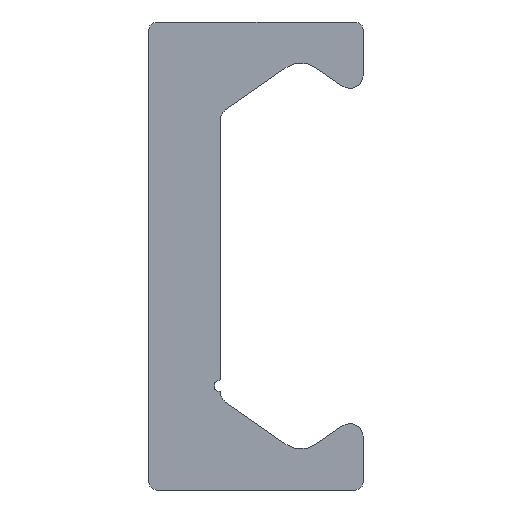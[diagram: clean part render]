
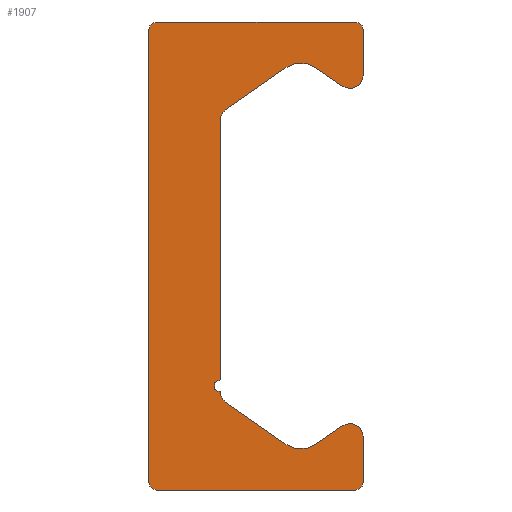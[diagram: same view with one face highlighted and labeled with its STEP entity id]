
A CAD part, left-side view. The second image highlights one B-rep face of the part: STEP entity #1907.
In plain terms, the highlighted planar face has unit normal (-1, 0, 0).
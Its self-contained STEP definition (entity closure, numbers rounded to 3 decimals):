
#967=CARTESIAN_POINT('',(0.0,1.375,5.214));
#968=VERTEX_POINT('',#967);
#975=CARTESIAN_POINT('',(0.0,1.375,-4.75));
#976=VERTEX_POINT('',#975);
#977=CARTESIAN_POINT('',(0.0,1.375,5.214));
#978=DIRECTION('',(0.0,0.0,-1.0));
#979=VECTOR('',#978,9.964);
#980=LINE('',#977,#979);
#981=EDGE_CURVE('',#968,#976,#980,.T.);
#1174=CARTESIAN_POINT('',(0.0,3.825,-9.));
#1175=VERTEX_POINT('',#1174);
#1182=CARTESIAN_POINT('',(0.0,4.125,-8.7));
#1183=VERTEX_POINT('',#1182);
#1184=CARTESIAN_POINT('',(0.0,3.825,-8.7));
#1185=DIRECTION('',(1.0,0.0,0.0));
#1186=DIRECTION('',(0.0,0.0,-1.0));
#1187=AXIS2_PLACEMENT_3D('',#1184,#1185,#1186);
#1188=CIRCLE('',#1187,0.3);
#1189=EDGE_CURVE('',#1175,#1183,#1188,.T.);
#1213=CARTESIAN_POINT('',(0.0,-3.825,-9.));
#1214=VERTEX_POINT('',#1213);
#1221=CARTESIAN_POINT('',(0.0,-3.825,-9.));
#1222=DIRECTION('',(0.0,1.0,0.0));
#1223=VECTOR('',#1222,7.65);
#1224=LINE('',#1221,#1223);
#1225=EDGE_CURVE('',#1214,#1175,#1224,.T.);
#1245=CARTESIAN_POINT('',(0.0,-4.125,-8.7));
#1246=VERTEX_POINT('',#1245);
#1253=CARTESIAN_POINT('',(0.0,-3.825,-8.7));
#1254=DIRECTION('',(1.0,0.0,0.0));
#1255=DIRECTION('',(0.0,-1.0,0.0));
#1256=AXIS2_PLACEMENT_3D('',#1253,#1254,#1255);
#1257=CIRCLE('',#1256,0.3);
#1258=EDGE_CURVE('',#1246,#1214,#1257,.T.);
#1277=CARTESIAN_POINT('',(0.0,-4.125,-6.925));
#1278=VERTEX_POINT('',#1277);
#1285=CARTESIAN_POINT('',(0.0,-4.125,-6.925));
#1286=DIRECTION('',(0.0,0.0,-1.0));
#1287=VECTOR('',#1286,1.775);
#1288=LINE('',#1285,#1287);
#1289=EDGE_CURVE('',#1278,#1246,#1288,.T.);
#1309=CARTESIAN_POINT('',(0.0,-3.338,-6.515));
#1310=VERTEX_POINT('',#1309);
#1317=CARTESIAN_POINT('',(0.0,-3.625,-6.925));
#1318=DIRECTION('',(1.0,0.0,0.0));
#1319=DIRECTION('',(0.0,0.574,0.819));
#1320=AXIS2_PLACEMENT_3D('',#1317,#1318,#1319);
#1321=CIRCLE('',#1320,0.5);
#1322=EDGE_CURVE('',#1310,#1278,#1321,.T.);
#1341=CARTESIAN_POINT('',(0.0,-2.299,-7.243));
#1342=VERTEX_POINT('',#1341);
#1349=CARTESIAN_POINT('',(0.0,-2.299,-7.243));
#1350=DIRECTION('',(0.0,-0.819,0.574));
#1351=VECTOR('',#1350,1.269);
#1352=LINE('',#1349,#1351);
#1353=EDGE_CURVE('',#1342,#1310,#1352,.T.);
#1373=CARTESIAN_POINT('',(0.0,-1.151,-7.243));
#1374=VERTEX_POINT('',#1373);
#1381=CARTESIAN_POINT('',(0.0,-1.725,-6.424));
#1382=DIRECTION('',(-1.0,0.0,0.0));
#1383=DIRECTION('',(0.0,0.574,0.819));
#1384=AXIS2_PLACEMENT_3D('',#1381,#1382,#1383);
#1385=CIRCLE('',#1384,1.0);
#1386=EDGE_CURVE('',#1374,#1342,#1385,.T.);
#1405=CARTESIAN_POINT('',(0.0,1.162,-5.624));
#1406=VERTEX_POINT('',#1405);
#1413=CARTESIAN_POINT('',(0.0,1.162,-5.624));
#1414=DIRECTION('',(0.0,-0.819,-0.574));
#1415=VECTOR('',#1414,2.824);
#1416=LINE('',#1413,#1415);
#1417=EDGE_CURVE('',#1406,#1374,#1416,.T.);
#1437=CARTESIAN_POINT('',(0.0,1.375,-5.214));
#1438=VERTEX_POINT('',#1437);
#1445=CARTESIAN_POINT('',(0.0,0.875,-5.214));
#1446=DIRECTION('',(-1.0,0.0,0.0));
#1447=DIRECTION('',(0.0,-0.574,0.819));
#1448=AXIS2_PLACEMENT_3D('',#1445,#1446,#1447);
#1449=CIRCLE('',#1448,0.5);
#1450=EDGE_CURVE('',#1438,#1406,#1449,.T.);
#1469=CARTESIAN_POINT('',(0.0,1.375,-5.25));
#1470=VERTEX_POINT('',#1469);
#1477=CARTESIAN_POINT('',(0.0,1.375,-5.25));
#1478=DIRECTION('',(0.0,0.0,1.0));
#1479=VECTOR('',#1478,0.036);
#1480=LINE('',#1477,#1479);
#1481=EDGE_CURVE('',#1470,#1438,#1480,.T.);
#1514=CARTESIAN_POINT('',(0.0,1.375,-5.0));
#1515=DIRECTION('',(-1.0,0.0,0.0));
#1516=DIRECTION('',(0.0,0.0,1.0));
#1517=AXIS2_PLACEMENT_3D('',#1514,#1515,#1516);
#1518=CIRCLE('',#1517,0.25);
#1519=EDGE_CURVE('',#976,#1470,#1518,.T.);
#1539=CARTESIAN_POINT('',(0.0,1.162,5.624));
#1540=VERTEX_POINT('',#1539);
#1547=CARTESIAN_POINT('',(0.0,0.875,5.214));
#1548=DIRECTION('',(-1.0,0.0,0.0));
#1549=DIRECTION('',(0.0,-1.0,0.0));
#1550=AXIS2_PLACEMENT_3D('',#1547,#1548,#1549);
#1551=CIRCLE('',#1550,0.5);
#1552=EDGE_CURVE('',#1540,#968,#1551,.T.);
#1571=CARTESIAN_POINT('',(0.0,-1.151,7.243));
#1572=VERTEX_POINT('',#1571);
#1579=CARTESIAN_POINT('',(0.0,-1.151,7.243));
#1580=DIRECTION('',(0.0,0.819,-0.574));
#1581=VECTOR('',#1580,2.824);
#1582=LINE('',#1579,#1581);
#1583=EDGE_CURVE('',#1572,#1540,#1582,.T.);
#1603=CARTESIAN_POINT('',(0.0,-2.299,7.243));
#1604=VERTEX_POINT('',#1603);
#1611=CARTESIAN_POINT('',(0.0,-1.725,6.424));
#1612=DIRECTION('',(-1.0,0.0,0.0));
#1613=DIRECTION('',(0.0,-0.574,-0.819));
#1614=AXIS2_PLACEMENT_3D('',#1611,#1612,#1613);
#1615=CIRCLE('',#1614,1.0);
#1616=EDGE_CURVE('',#1604,#1572,#1615,.T.);
#1635=CARTESIAN_POINT('',(0.0,-3.338,6.515));
#1636=VERTEX_POINT('',#1635);
#1643=CARTESIAN_POINT('',(0.0,-3.338,6.515));
#1644=DIRECTION('',(0.0,0.819,0.574));
#1645=VECTOR('',#1644,1.269);
#1646=LINE('',#1643,#1645);
#1647=EDGE_CURVE('',#1636,#1604,#1646,.T.);
#1667=CARTESIAN_POINT('',(0.0,-4.125,6.925));
#1668=VERTEX_POINT('',#1667);
#1675=CARTESIAN_POINT('',(0.0,-3.625,6.925));
#1676=DIRECTION('',(1.0,0.0,0.0));
#1677=DIRECTION('',(0.0,-1.0,0.0));
#1678=AXIS2_PLACEMENT_3D('',#1675,#1676,#1677);
#1679=CIRCLE('',#1678,0.5);
#1680=EDGE_CURVE('',#1668,#1636,#1679,.T.);
#1699=CARTESIAN_POINT('',(0.0,-4.125,8.7));
#1700=VERTEX_POINT('',#1699);
#1707=CARTESIAN_POINT('',(0.0,-4.125,8.7));
#1708=DIRECTION('',(0.0,0.0,-1.0));
#1709=VECTOR('',#1708,1.775);
#1710=LINE('',#1707,#1709);
#1711=EDGE_CURVE('',#1700,#1668,#1710,.T.);
#1731=CARTESIAN_POINT('',(0.0,-3.825,9.));
#1732=VERTEX_POINT('',#1731);
#1739=CARTESIAN_POINT('',(0.0,-3.825,8.7));
#1740=DIRECTION('',(1.0,0.0,0.0));
#1741=DIRECTION('',(0.0,0.0,1.0));
#1742=AXIS2_PLACEMENT_3D('',#1739,#1740,#1741);
#1743=CIRCLE('',#1742,0.3);
#1744=EDGE_CURVE('',#1732,#1700,#1743,.T.);
#1763=CARTESIAN_POINT('',(0.0,3.825,9.));
#1764=VERTEX_POINT('',#1763);
#1771=CARTESIAN_POINT('',(0.0,3.825,9.));
#1772=DIRECTION('',(0.0,-1.0,0.0));
#1773=VECTOR('',#1772,7.65);
#1774=LINE('',#1771,#1773);
#1775=EDGE_CURVE('',#1764,#1732,#1774,.T.);
#1795=CARTESIAN_POINT('',(0.0,4.125,8.7));
#1796=VERTEX_POINT('',#1795);
#1803=CARTESIAN_POINT('',(0.0,3.825,8.7));
#1804=DIRECTION('',(1.0,0.0,0.0));
#1805=DIRECTION('',(0.0,1.0,0.0));
#1806=AXIS2_PLACEMENT_3D('',#1803,#1804,#1805);
#1807=CIRCLE('',#1806,0.3);
#1808=EDGE_CURVE('',#1796,#1764,#1807,.T.);
#1826=CARTESIAN_POINT('',(0.0,4.125,-8.7));
#1827=DIRECTION('',(0.0,0.0,1.0));
#1828=VECTOR('',#1827,17.4);
#1829=LINE('',#1826,#1828);
#1830=EDGE_CURVE('',#1183,#1796,#1829,.T.);
#1878=CARTESIAN_POINT('',(0.0,0.856,-0.029));
#1879=DIRECTION('',(1.0,0.0,0.0));
#1880=DIRECTION('',(0.0,0.0,-1.0));
#1881=AXIS2_PLACEMENT_3D('',#1878,#1879,#1880);
#1882=PLANE('',#1881);
#1883=ORIENTED_EDGE('',*,*,#1830,.F.);
#1884=ORIENTED_EDGE('',*,*,#1189,.F.);
#1885=ORIENTED_EDGE('',*,*,#1225,.F.);
#1886=ORIENTED_EDGE('',*,*,#1258,.F.);
#1887=ORIENTED_EDGE('',*,*,#1289,.F.);
#1888=ORIENTED_EDGE('',*,*,#1322,.F.);
#1889=ORIENTED_EDGE('',*,*,#1353,.F.);
#1890=ORIENTED_EDGE('',*,*,#1386,.F.);
#1891=ORIENTED_EDGE('',*,*,#1417,.F.);
#1892=ORIENTED_EDGE('',*,*,#1450,.F.);
#1893=ORIENTED_EDGE('',*,*,#1481,.F.);
#1894=ORIENTED_EDGE('',*,*,#1519,.F.);
#1895=ORIENTED_EDGE('',*,*,#981,.F.);
#1896=ORIENTED_EDGE('',*,*,#1552,.F.);
#1897=ORIENTED_EDGE('',*,*,#1583,.F.);
#1898=ORIENTED_EDGE('',*,*,#1616,.F.);
#1899=ORIENTED_EDGE('',*,*,#1647,.F.);
#1900=ORIENTED_EDGE('',*,*,#1680,.F.);
#1901=ORIENTED_EDGE('',*,*,#1711,.F.);
#1902=ORIENTED_EDGE('',*,*,#1744,.F.);
#1903=ORIENTED_EDGE('',*,*,#1775,.F.);
#1904=ORIENTED_EDGE('',*,*,#1808,.F.);
#1905=EDGE_LOOP('',(#1883,#1884,#1885,#1886,#1887,#1888,#1889,#1890,#1891,#1892,#1893,#1894,#1895,#1896,#1897,#1898,#1899,#1900,#1901,#1902,#1903,#1904));
#1906=FACE_OUTER_BOUND('',#1905,.T.);
#1907=ADVANCED_FACE('',(#1906),#1882,.F.);
